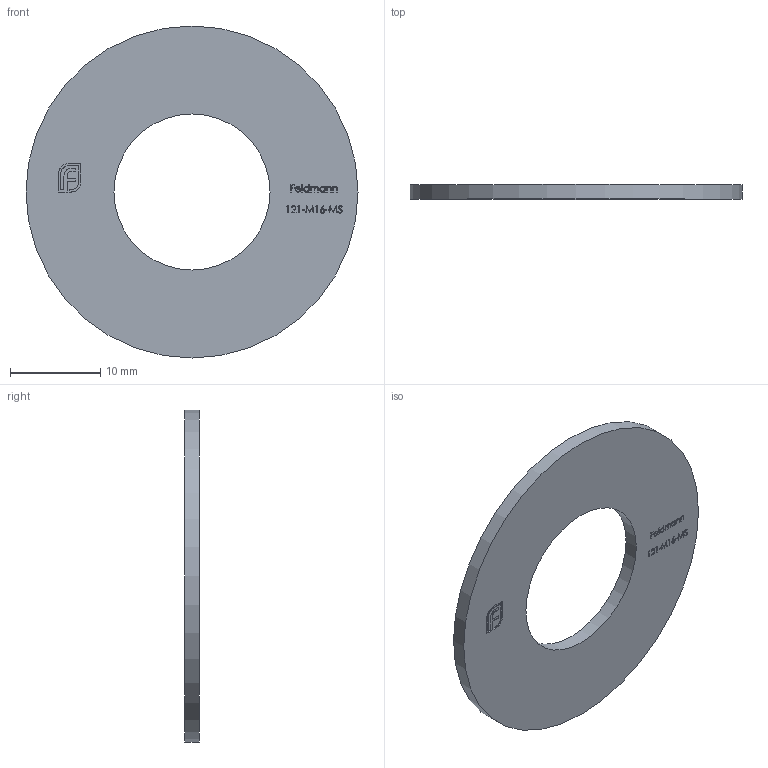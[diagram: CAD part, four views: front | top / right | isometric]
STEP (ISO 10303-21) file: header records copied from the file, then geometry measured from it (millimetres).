
FILE_DESCRIPTION (( 'STEP AP203' ), '1' );
FILE_NAME ('121-M16-MS.step', '2022-07-18T07:21:31', ( '' ), ( '' ), 'SwSTEP 2.0', 'SolidWorks 2018', '' );
FILE_SCHEMA (( 'CONFIG_CONTROL_DESIGN' ));
Length unit declared in the file: millimetre
Products named in the file (1): 121-M16-MS
Bounding box: 36.8 x 1.6 x 36.8 mm (x, y, z)
Volume: 1325.1 mm3; surface area: 1937.5 mm2
Topology: 1 solids, 1 shells, 264 faces, 717 edges, 478 vertices
Faces by surface type: plane 164, bspline 98, cylinder 2
Full cylindrical faces by diameter (mm): 17.3 x1, 36.8 x1
Entity records: 12452 total; most frequent: CARTESIAN_POINT 6380, ORIENTED_EDGE 1430, DIRECTION 857, EDGE_CURVE 715, LINE 515, VECTOR 515, VERTEX_POINT 478, EDGE_LOOP 291
